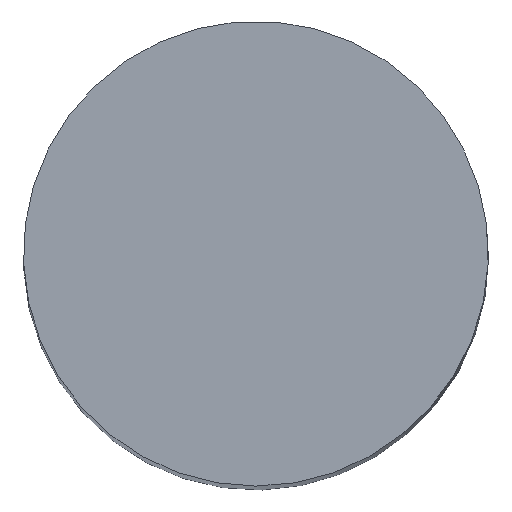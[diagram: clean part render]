
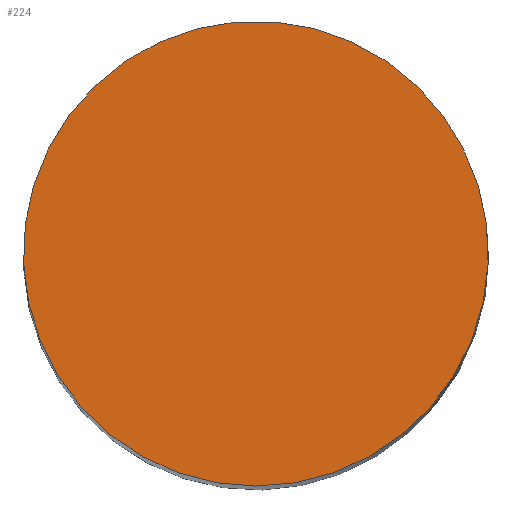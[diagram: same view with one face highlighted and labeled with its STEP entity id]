
A CAD part, top view. The second image highlights one B-rep face of the part: STEP entity #224.
In plain terms, the highlighted planar face has unit normal (0, 0, 1).
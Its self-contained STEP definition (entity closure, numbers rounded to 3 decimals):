
#224=ADVANCED_FACE('240[2]',(#438),#439,.F.);
#238=EDGE_CURVE('240[2]',#455,#455,#456,.F.);
#438=FACE_OUTER_BOUND('',#844,.T.);
#439=PLANE('',#845);
#455=VERTEX_POINT('',#885);
#456=CIRCLE('',#886,3.5);
#844=EDGE_LOOP('',(#1074));
#845=AXIS2_PLACEMENT_3D('',#1075,#1076,#1077);
#885=CARTESIAN_POINT('',(0.,-3.5,0.));
#886=AXIS2_PLACEMENT_3D('',#1094,#1095,#1096);
#1074=ORIENTED_EDGE('',*,*,#238,.T.);
#1075=CARTESIAN_POINT('',(0.0,0.0,0.0));
#1076=DIRECTION('',(0.,0.,-1.0));
#1077=DIRECTION('',(0.,1.0,0.));
#1094=CARTESIAN_POINT('',(0.0,0.0,0.0));
#1095=DIRECTION('',(0.,0.,-1.0));
#1096=DIRECTION('',(1.0,0.,0.));
